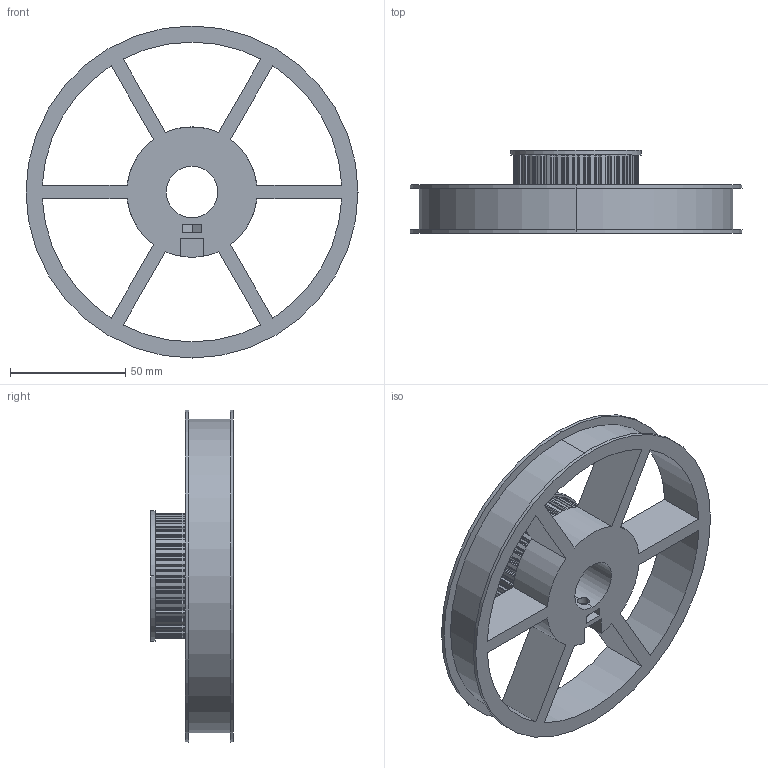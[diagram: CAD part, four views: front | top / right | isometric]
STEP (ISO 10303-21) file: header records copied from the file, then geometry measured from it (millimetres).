
FILE_DESCRIPTION (( 'STEP AP214' ), '1' );
FILE_NAME ('ReflectWheel.STEP', '2024-02-20T21:01:54', ( '' ), ( '' ), 'SwSTEP 2.0', 'SolidWorks 2022', '' );
FILE_SCHEMA (( 'AUTOMOTIVE_DESIGN' ));
Length unit declared in the file: millimetre
Products named in the file (1): ReflectWheel
Bounding box: 144.14 x 36 x 144.14 mm (x, y, z)
Volume: 130831.3 mm3; surface area: 56015.4 mm2
Topology: 2 solids, 2 shells, 364 faces, 1071 edges, 714 vertices
Faces by surface type: cylinder 230, plane 134
Entity records: 12448 total; most frequent: DIRECTION 2257, CARTESIAN_POINT 2208, ORIENTED_EDGE 2142, EDGE_CURVE 1071, AXIS2_PLACEMENT_3D 825, VERTEX_POINT 714, LINE 607, VECTOR 607
